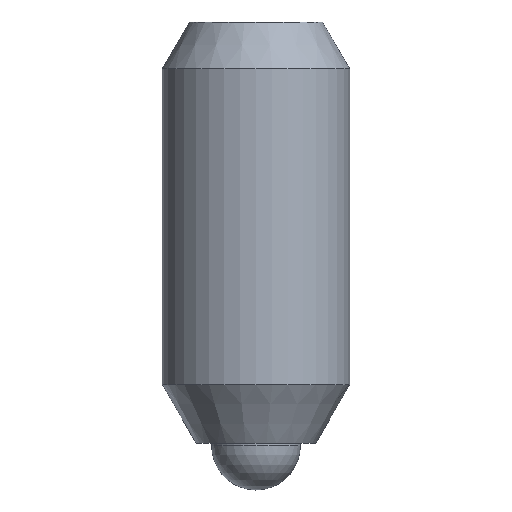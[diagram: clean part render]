
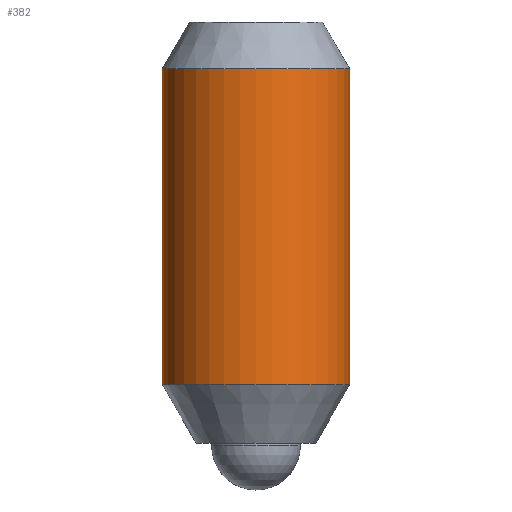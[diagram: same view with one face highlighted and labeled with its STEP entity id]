
A CAD part, front view. The second image highlights one B-rep face of the part: STEP entity #382.
In plain terms, the highlighted cylindrical face has radius 4 mm (diameter 8 mm), a partial arc.
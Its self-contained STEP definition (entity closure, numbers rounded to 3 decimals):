
#190=EDGE_CURVE('',#370,#218,#465,.T.);
#204=EDGE_CURVE('',#298,#218,#480,.T.);
#218=VERTEX_POINT('',#494);
#298=VERTEX_POINT('',#589);
#342=VERTEX_POINT('',#636);
#358=EDGE_CURVE('',#342,#298,#652,.T.);
#370=VERTEX_POINT('',#666);
#382=ADVANCED_FACE('',(#679),#680,.T.);
#394=EDGE_CURVE('',#370,#342,#693,.T.);
#465=CIRCLE('',#781,4.);
#480=LINE('',#800,#801);
#494=CARTESIAN_POINT('',(-4.,0.,4.5));
#589=CARTESIAN_POINT('',(-4.,0.,18.0));
#636=CARTESIAN_POINT('',(4.,0.,18.0));
#652=CIRCLE('',#1074,4.);
#666=CARTESIAN_POINT('',(4.,0.,4.5));
#679=FACE_OUTER_BOUND('',#1105,.T.);
#680=CYLINDRICAL_SURFACE('',#1106,4.);
#693=LINE('',#1122,#1123);
#781=AXIS2_PLACEMENT_3D('',#1205,#1206,#1207);
#800=CARTESIAN_POINT('',(-4.,0.,11.25));
#801=VECTOR('',#1220,1.0);
#1074=AXIS2_PLACEMENT_3D('',#1400,#1401,#1402);
#1105=EDGE_LOOP('',(#1434,#1435,#1436,#1437));
#1106=AXIS2_PLACEMENT_3D('',#1438,#1439,#1440);
#1122=CARTESIAN_POINT('',(4.,0.,11.25));
#1123=VECTOR('',#1454,1.0);
#1205=CARTESIAN_POINT('',(0.,0.,4.5));
#1206=DIRECTION('',(-0.0,0.0,-1.0));
#1207=DIRECTION('',(-1.0,0.,0.0));
#1220=DIRECTION('',(0.0,0.0,-1.0));
#1400=CARTESIAN_POINT('',(0.,0.,18.0));
#1401=DIRECTION('',(-0.0,0.0,-1.0));
#1402=DIRECTION('',(-1.0,0.,0.0));
#1434=ORIENTED_EDGE('',*,*,#204,.T.);
#1435=ORIENTED_EDGE('',*,*,#190,.F.);
#1436=ORIENTED_EDGE('',*,*,#394,.T.);
#1437=ORIENTED_EDGE('',*,*,#358,.T.);
#1438=CARTESIAN_POINT('',(0.,0.,11.25));
#1439=DIRECTION('',(0.0,-0.0,1.0));
#1440=DIRECTION('',(-1.0,0.,0.0));
#1454=DIRECTION('',(-0.0,-0.0,1.0));
